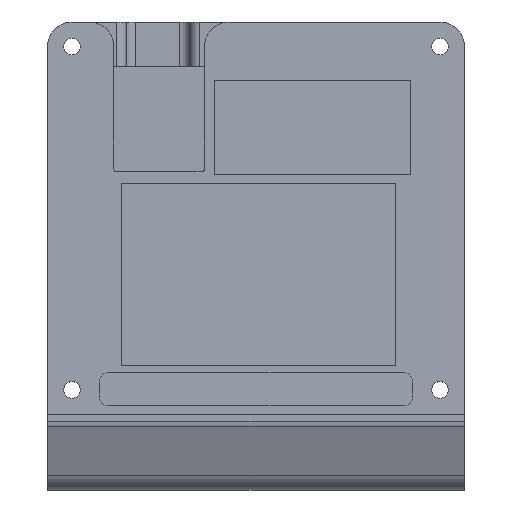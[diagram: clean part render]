
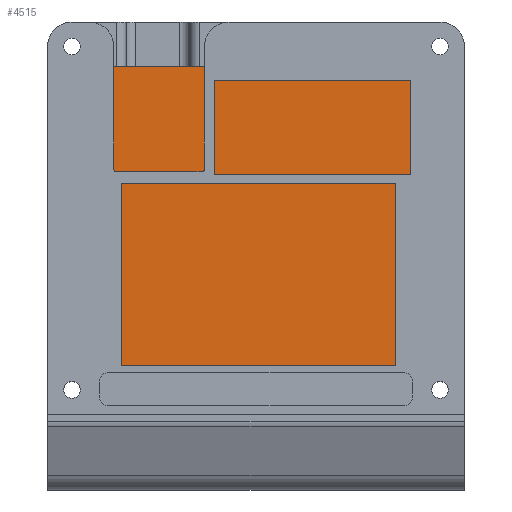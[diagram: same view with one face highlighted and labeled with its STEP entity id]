
A CAD part, top view. The second image highlights one B-rep face of the part: STEP entity #4515.
In plain terms, the highlighted planar face has unit normal (0, 0, 1).
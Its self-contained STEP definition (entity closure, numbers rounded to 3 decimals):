
#731=FACE_OUTER_BOUND('',#1008,.T.);
#1008=EDGE_LOOP('',(#4122,#4123,#4124,#4125));
#1381=LINE('',#8783,#1748);
#1383=LINE('',#8787,#1750);
#1384=LINE('',#8789,#1751);
#1385=LINE('',#8790,#1752);
#1748=VECTOR('',#5410,10.);
#1750=VECTOR('',#5414,10.);
#1751=VECTOR('',#5415,10.);
#1752=VECTOR('',#5416,10.);
#2193=VERTEX_POINT('',#8780);
#2194=VERTEX_POINT('',#8782);
#2195=VERTEX_POINT('',#8786);
#2196=VERTEX_POINT('',#8788);
#2845=EDGE_CURVE('',#2194,#2193,#1381,.T.);
#2847=EDGE_CURVE('',#2194,#2195,#1383,.T.);
#2848=EDGE_CURVE('',#2196,#2193,#1384,.T.);
#2849=EDGE_CURVE('',#2195,#2196,#1385,.T.);
#4122=ORIENTED_EDGE('',*,*,#2847,.F.);
#4123=ORIENTED_EDGE('',*,*,#2845,.T.);
#4124=ORIENTED_EDGE('',*,*,#2848,.F.);
#4125=ORIENTED_EDGE('',*,*,#2849,.F.);
#4280=PLANE('',#4708);
#4515=ADVANCED_FACE('',(#731),#4280,.T.);
#4708=AXIS2_PLACEMENT_3D('',#8785,#5412,#5413);
#5410=DIRECTION('',(1.,0.,0.));
#5412=DIRECTION('center_axis',(0.,0.,1.));
#5413=DIRECTION('ref_axis',(1.,0.,0.));
#5414=DIRECTION('',(0.,1.,0.));
#5415=DIRECTION('',(0.,-1.,0.));
#5416=DIRECTION('',(1.,0.,0.));
#8780=CARTESIAN_POINT('',(65.,0.,3.));
#8782=CARTESIAN_POINT('',(0.,0.,3.));
#8783=CARTESIAN_POINT('',(0.,0.,3.));
#8785=CARTESIAN_POINT('Origin',(32.5,35.5,3.));
#8786=CARTESIAN_POINT('',(0.,71.,3.));
#8787=CARTESIAN_POINT('',(0.,17.75,3.));
#8788=CARTESIAN_POINT('',(65.,71.,3.));
#8789=CARTESIAN_POINT('',(65.,53.25,3.));
#8790=CARTESIAN_POINT('',(16.25,71.,3.));
